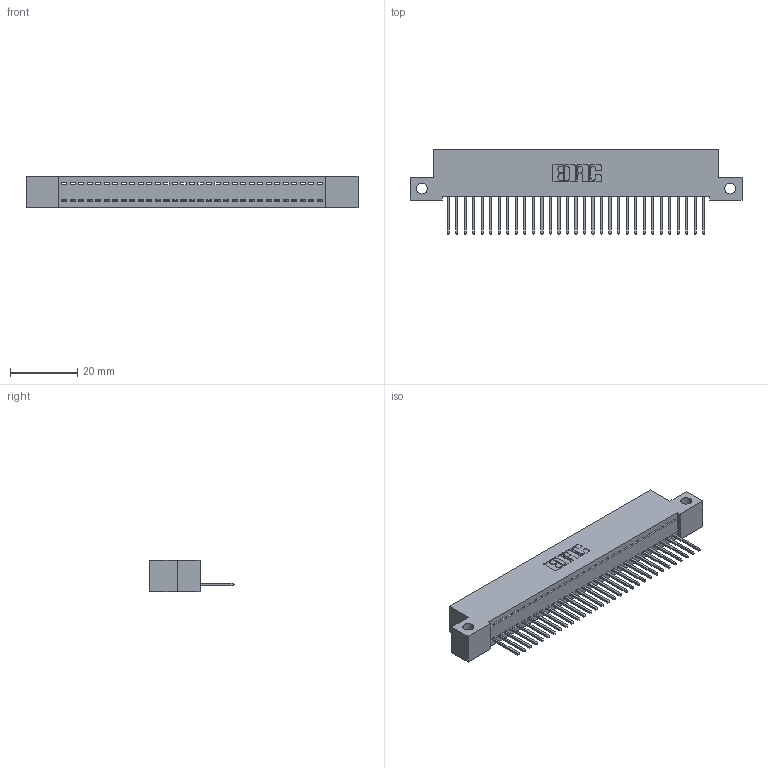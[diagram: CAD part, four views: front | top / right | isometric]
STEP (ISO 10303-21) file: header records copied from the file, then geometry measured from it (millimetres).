
FILE_DESCRIPTION (( 'STEP AP203' ), '1' );
FILE_NAME ('392-031-523-112.STEP', '2018-08-15T23:11:10', ( '' ), ( '' ), 'SwSTEP 2.0', 'SolidWorks 2016', '' );
FILE_SCHEMA (( 'CONFIG_CONTROL_DESIGN' ));
Length unit declared in the file: inch
Products named in the file (3): 392-031-523-112; 342 Part_Side Mount; 345-292-001_345-293-123
Assembly tree (32 placements, depth 2):
  392-031-523-112
    342 Part_Side Mount
    345-292-001_345-293-123  x31
Bounding box: 99.06 x 25.15 x 9.4 mm (x, y, z)
Volume: 8559.1 mm3; surface area: 12229.8 mm2
Topology: 32 solids, 32 shells, 1908 faces, 5755 edges, 3794 vertices
Faces by surface type: plane 1368, cylinder 540
Entity records: 20263 total; most frequent: CARTESIAN_POINT 3503, ORIENTED_EDGE 3470, DIRECTION 2977, EDGE_CURVE 1735, LINE 1607, VECTOR 1607, VERTEX_POINT 1154, AXIS2_PLACEMENT_3D 685
